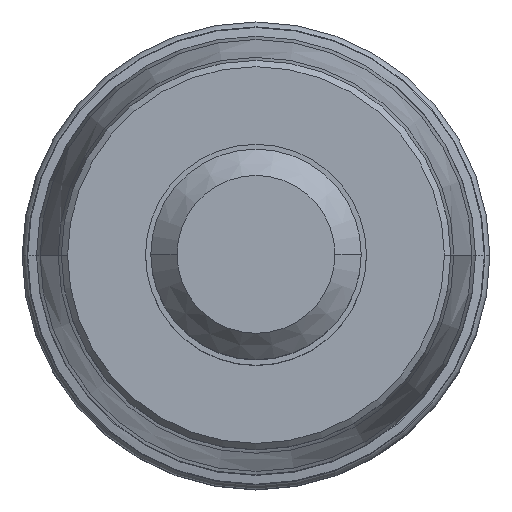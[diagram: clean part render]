
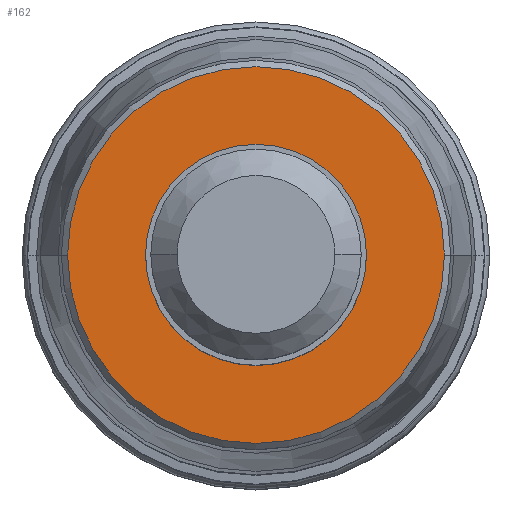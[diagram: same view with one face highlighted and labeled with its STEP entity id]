
A CAD part, top view. The second image highlights one B-rep face of the part: STEP entity #162.
In plain terms, the highlighted planar face has unit normal (0, 0, 1).
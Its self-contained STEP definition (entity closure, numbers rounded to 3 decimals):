
#28=PLANE('',#1445);
#33=FACE_BOUND('',#329,.T.);
#34=FACE_BOUND('',#330,.T.);
#162=ADVANCED_FACE('',(#33,#34),#28,.F.);
#329=EDGE_LOOP('',(#540,#541,#542,#543));
#330=EDGE_LOOP('',(#544,#545));
#540=ORIENTED_EDGE('',*,*,#904,.F.);
#541=ORIENTED_EDGE('',*,*,#905,.F.);
#542=ORIENTED_EDGE('',*,*,#903,.F.);
#543=ORIENTED_EDGE('',*,*,#902,.F.);
#544=ORIENTED_EDGE('',*,*,#906,.F.);
#545=ORIENTED_EDGE('',*,*,#907,.F.);
#762=VERTEX_POINT('',#3348);
#763=VERTEX_POINT('',#3350);
#764=VERTEX_POINT('',#3352);
#765=VERTEX_POINT('',#3356);
#766=VERTEX_POINT('',#3359);
#767=VERTEX_POINT('',#3360);
#902=EDGE_CURVE('',#763,#764,#1089,.T.);
#903=EDGE_CURVE('',#764,#762,#1090,.T.);
#904=EDGE_CURVE('',#765,#763,#1091,.T.);
#905=EDGE_CURVE('',#762,#765,#1092,.T.);
#906=EDGE_CURVE('',#766,#767,#1093,.T.);
#907=EDGE_CURVE('',#767,#766,#1094,.T.);
#1089=CIRCLE('',#1438,8.95);
#1090=CIRCLE('',#1439,8.95);
#1091=CIRCLE('',#1441,8.95);
#1092=CIRCLE('',#1442,8.95);
#1093=CIRCLE('',#1443,5.25);
#1094=CIRCLE('',#1444,5.25);
#1438=AXIS2_PLACEMENT_3D('',#3351,#1765,#1766);
#1439=AXIS2_PLACEMENT_3D('',#3353,#1767,#1768);
#1441=AXIS2_PLACEMENT_3D('',#3355,#1771,#1772);
#1442=AXIS2_PLACEMENT_3D('',#3357,#1773,#1774);
#1443=AXIS2_PLACEMENT_3D('',#3358,#1775,#1776);
#1444=AXIS2_PLACEMENT_3D('',#3361,#1777,#1778);
#1445=AXIS2_PLACEMENT_3D('',#3362,#1779,#1780);
#1765=DIRECTION('',(0.,0.,-1.));
#1766=DIRECTION('',(1.,0.,0.));
#1767=DIRECTION('',(0.,0.,-1.));
#1768=DIRECTION('',(0.,-1.,0.));
#1771=DIRECTION('',(0.,0.,-1.));
#1772=DIRECTION('',(0.,1.,0.));
#1773=DIRECTION('',(0.,0.,-1.));
#1774=DIRECTION('',(-1.,0.,0.));
#1775=DIRECTION('',(0.,0.,1.));
#1776=DIRECTION('',(1.,0.,0.));
#1777=DIRECTION('',(0.,0.,1.));
#1778=DIRECTION('',(-1.,0.,0.));
#1779=DIRECTION('',(0.,0.,-1.));
#1780=DIRECTION('',(-1.,0.,0.));
#3348=CARTESIAN_POINT('',(-8.95,0.,0.));
#3350=CARTESIAN_POINT('',(8.95,0.,0.));
#3351=CARTESIAN_POINT('',(0.,0.,0.));
#3352=CARTESIAN_POINT('',(0.,-8.95,0.));
#3353=CARTESIAN_POINT('',(0.,0.,0.));
#3355=CARTESIAN_POINT('',(0.,0.,0.));
#3356=CARTESIAN_POINT('',(0.,8.95,0.));
#3357=CARTESIAN_POINT('',(0.,0.,0.));
#3358=CARTESIAN_POINT('',(0.,0.,0.));
#3359=CARTESIAN_POINT('',(5.25,0.,0.));
#3360=CARTESIAN_POINT('',(-5.25,0.,0.));
#3361=CARTESIAN_POINT('',(0.,0.,0.));
#3362=CARTESIAN_POINT('',(0.,0.,0.));
